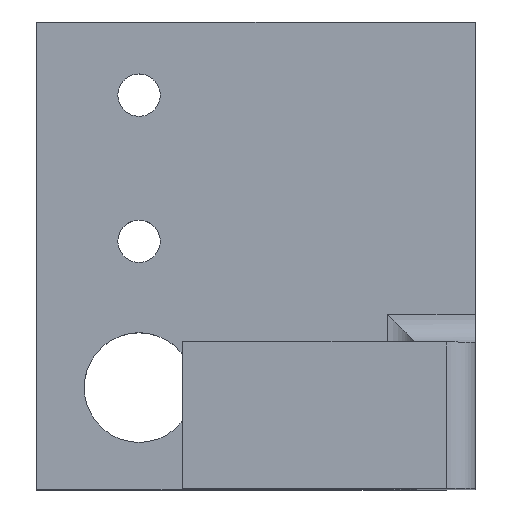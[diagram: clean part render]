
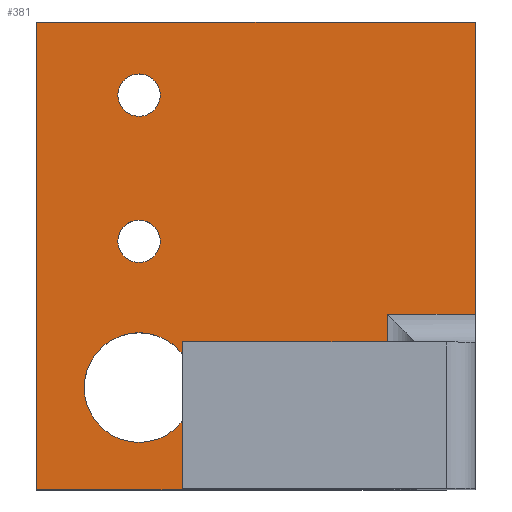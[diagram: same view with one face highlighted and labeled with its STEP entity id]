
A CAD part, top view. The second image highlights one B-rep face of the part: STEP entity #381.
In plain terms, the highlighted planar face has unit normal (0, 0, 1).
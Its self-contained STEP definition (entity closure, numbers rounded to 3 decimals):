
#15=FACE_BOUND('',#69,.T.);
#16=FACE_BOUND('',#70,.T.);
#17=FACE_BOUND('',#71,.T.);
#26=CIRCLE('',#427,3.75);
#27=CIRCLE('',#428,1.45);
#28=CIRCLE('',#429,1.45);
#48=FACE_OUTER_BOUND('',#68,.T.);
#68=EDGE_LOOP('',(#287,#288,#289,#290,#291,#292));
#69=EDGE_LOOP('',(#293));
#70=EDGE_LOOP('',(#294));
#71=EDGE_LOOP('',(#295));
#97=LINE('',#584,#137);
#103=LINE('',#597,#143);
#104=LINE('',#601,#144);
#107=LINE('',#609,#147);
#108=LINE('',#612,#148);
#109=LINE('',#613,#149);
#137=VECTOR('',#471,10.);
#143=VECTOR('',#481,10.);
#144=VECTOR('',#484,10.);
#147=VECTOR('',#493,10.);
#148=VECTOR('',#496,10.);
#149=VECTOR('',#497,10.);
#177=VERTEX_POINT('',#581);
#178=VERTEX_POINT('',#583);
#183=VERTEX_POINT('',#595);
#184=VERTEX_POINT('',#599);
#185=VERTEX_POINT('',#600);
#188=VERTEX_POINT('',#611);
#189=VERTEX_POINT('',#614);
#190=VERTEX_POINT('',#616);
#191=VERTEX_POINT('',#618);
#214=EDGE_CURVE('',#178,#177,#97,.T.);
#221=EDGE_CURVE('',#177,#183,#103,.T.);
#222=EDGE_CURVE('',#184,#185,#104,.T.);
#227=EDGE_CURVE('',#178,#184,#107,.T.);
#228=EDGE_CURVE('',#183,#188,#108,.T.);
#229=EDGE_CURVE('',#188,#185,#109,.T.);
#230=EDGE_CURVE('',#189,#189,#26,.T.);
#231=EDGE_CURVE('',#190,#190,#27,.T.);
#232=EDGE_CURVE('',#191,#191,#28,.T.);
#287=ORIENTED_EDGE('',*,*,#222,.F.);
#288=ORIENTED_EDGE('',*,*,#227,.F.);
#289=ORIENTED_EDGE('',*,*,#214,.T.);
#290=ORIENTED_EDGE('',*,*,#221,.T.);
#291=ORIENTED_EDGE('',*,*,#228,.T.);
#292=ORIENTED_EDGE('',*,*,#229,.T.);
#293=ORIENTED_EDGE('',*,*,#230,.T.);
#294=ORIENTED_EDGE('',*,*,#231,.T.);
#295=ORIENTED_EDGE('',*,*,#232,.T.);
#365=PLANE('',#426);
#381=ADVANCED_FACE('',(#48,#15,#16,#17),#365,.T.);
#426=AXIS2_PLACEMENT_3D('',#610,#494,#495);
#427=AXIS2_PLACEMENT_3D('',#615,#498,#499);
#428=AXIS2_PLACEMENT_3D('',#617,#500,#501);
#429=AXIS2_PLACEMENT_3D('',#619,#502,#503);
#471=DIRECTION('',(0.,1.,0.));
#481=DIRECTION('',(-1.,0.,0.));
#484=DIRECTION('',(0.,-1.,0.));
#493=DIRECTION('',(-1.,0.,0.));
#494=DIRECTION('center_axis',(0.,0.,1.));
#495=DIRECTION('ref_axis',(1.,0.,0.));
#496=DIRECTION('',(0.,-1.,0.));
#497=DIRECTION('',(1.,0.,0.));
#498=DIRECTION('center_axis',(0.,0.,-1.));
#499=DIRECTION('ref_axis',(-1.,0.,0.));
#500=DIRECTION('center_axis',(0.,0.,-1.));
#501=DIRECTION('ref_axis',(-1.,0.,0.));
#502=DIRECTION('center_axis',(0.,0.,-1.));
#503=DIRECTION('ref_axis',(-1.,0.,0.));
#581=CARTESIAN_POINT('',(46.,-49.,4.));
#583=CARTESIAN_POINT('',(46.,-69.,4.));
#584=CARTESIAN_POINT('',(46.,-81.,4.));
#595=CARTESIAN_POINT('',(16.,-49.,4.));
#597=CARTESIAN_POINT('',(46.,-49.,4.));
#599=CARTESIAN_POINT('',(40.,-69.,4.));
#600=CARTESIAN_POINT('',(40.,-81.,4.));
#601=CARTESIAN_POINT('',(40.,-73.,4.));
#609=CARTESIAN_POINT('',(33.5,-69.,4.));
#610=CARTESIAN_POINT('Origin',(31.,-65.,4.));
#611=CARTESIAN_POINT('',(16.,-81.,4.));
#612=CARTESIAN_POINT('',(16.,-34.,4.));
#613=CARTESIAN_POINT('',(16.,-81.,4.));
#614=CARTESIAN_POINT('',(26.75,-74.,4.));
#615=CARTESIAN_POINT('Origin',(23.,-74.,4.));
#616=CARTESIAN_POINT('',(24.45,-64.,4.));
#617=CARTESIAN_POINT('Origin',(23.,-64.,4.));
#618=CARTESIAN_POINT('',(24.45,-54.,4.));
#619=CARTESIAN_POINT('Origin',(23.,-54.,4.));
